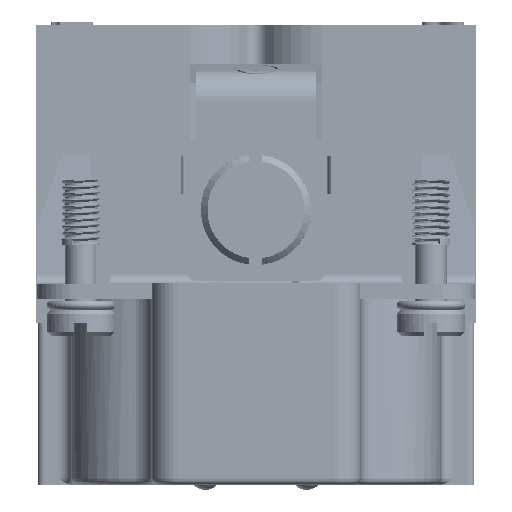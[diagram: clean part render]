
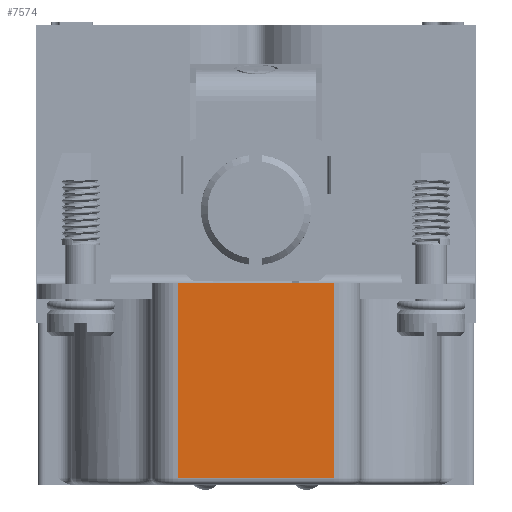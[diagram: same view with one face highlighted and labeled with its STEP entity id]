
A CAD part, left-side view. The second image highlights one B-rep face of the part: STEP entity #7574.
In plain terms, the highlighted planar face has unit normal (-1, 0, 0).
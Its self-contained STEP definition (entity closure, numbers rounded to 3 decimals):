
#4602=FACE_OUTER_BOUND('',#16784,.T.);
#7574=ADVANCED_FACE('',(#4602),#10634,.T.);
#10634=PLANE('',#64884);
#16784=EDGE_LOOP('',(#32249,#32250,#32251,#32252));
#21216=LINE('',#90617,#25721);
#21221=LINE('',#90635,#25726);
#21222=LINE('',#90637,#25727);
#21223=LINE('',#90639,#25728);
#25721=VECTOR('',#71008,1.);
#25726=VECTOR('',#71023,1.);
#25727=VECTOR('',#71026,1.);
#25728=VECTOR('',#71027,1.);
#32249=ORIENTED_EDGE('',*,*,#55797,.T.);
#32250=ORIENTED_EDGE('',*,*,#55798,.T.);
#32251=ORIENTED_EDGE('',*,*,#55787,.F.);
#32252=ORIENTED_EDGE('',*,*,#55796,.T.);
#49323=VERTEX_POINT('',#90618);
#49324=VERTEX_POINT('',#90619);
#49330=VERTEX_POINT('',#90634);
#49331=VERTEX_POINT('',#90638);
#55787=EDGE_CURVE('',#49323,#49324,#21216,.T.);
#55796=EDGE_CURVE('',#49323,#49330,#21221,.T.);
#55797=EDGE_CURVE('',#49330,#49331,#21222,.T.);
#55798=EDGE_CURVE('',#49331,#49324,#21223,.T.);
#64884=AXIS2_PLACEMENT_3D('',#90640,#71028,#71029);
#71008=DIRECTION('',(0.,0.,-1.));
#71023=DIRECTION('',(0.,1.,0.));
#71026=DIRECTION('',(0.,0.,-1.));
#71027=DIRECTION('',(0.,-1.,0.));
#71028=DIRECTION('',(-1.,0.,0.));
#71029=DIRECTION('',(0.,0.,-1.));
#90617=CARTESIAN_POINT('',(-41.283,-4.994,14.3));
#90618=CARTESIAN_POINT('',(-41.283,-4.994,15.6));
#90619=CARTESIAN_POINT('',(-41.283,-4.994,0.5));
#90634=CARTESIAN_POINT('',(-41.283,7.106,15.6));
#90635=CARTESIAN_POINT('',(-41.283,-4.994,15.6));
#90637=CARTESIAN_POINT('',(-41.283,7.106,14.3));
#90638=CARTESIAN_POINT('',(-41.283,7.106,0.5));
#90639=CARTESIAN_POINT('',(-41.283,-4.994,0.5));
#90640=CARTESIAN_POINT('',(-41.283,-4.994,14.3));
